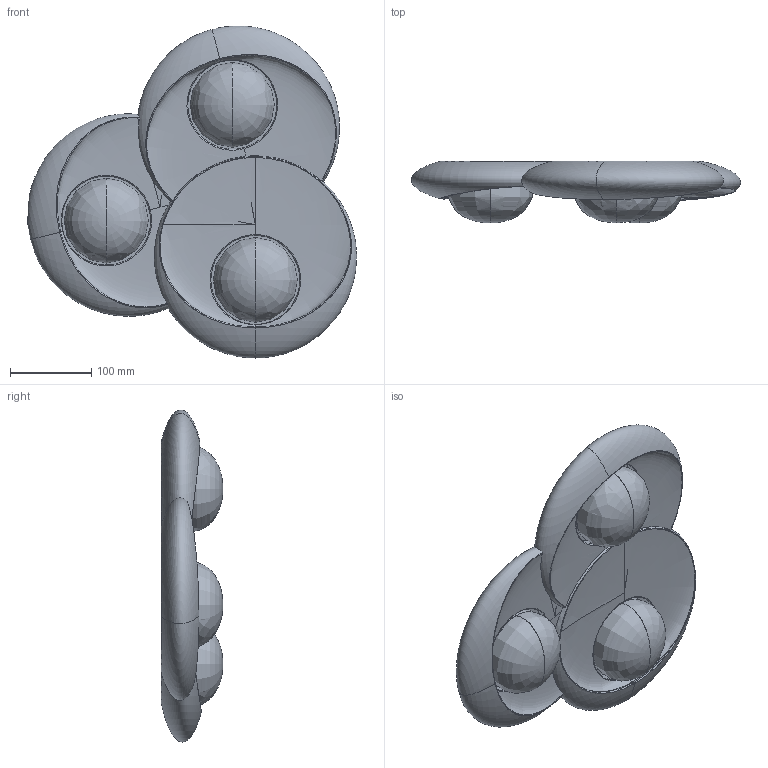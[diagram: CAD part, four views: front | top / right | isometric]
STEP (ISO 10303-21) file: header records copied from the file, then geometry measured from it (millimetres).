
FILE_DESCRIPTION(/* description */ (''),/* implementation_level */ '2;1');
FILE_NAME(/* name */ 'T402_P~1',/* time_stamp */ '2022-03-25T12:14:23+01:00',/* author */ (''),/* organization */ (''),/* preprocessor_version */ 'ST-DEVELOPER v16.5',/* originating_system */ '',/* authorisation */ '');
FILE_SCHEMA (('AUTOMOTIVE_DESIGN'));
Length unit declared in the file: millimetre
Products named in the file (1): Document
Bounding box: 406.21 x 75.81 x 409.85 mm (x, y, z)
Volume: 2617888.5 mm3; surface area: 545914.7 mm2
Topology: 16 solids, 34 shells, 612 faces, 1638 edges, 1062 vertices
Faces by surface type: bspline 433, plane 179
Entity records: 45356 total; most frequent: CARTESIAN_POINT 35930, ORIENTED_EDGE 3140, EDGE_CURVE 1606, VERTEX_POINT 1060, B_SPLINE_CURVE_WITH_KNOTS 779, EDGE_LOOP 760, ADVANCED_FACE 612, FACE_OUTER_BOUND 612
